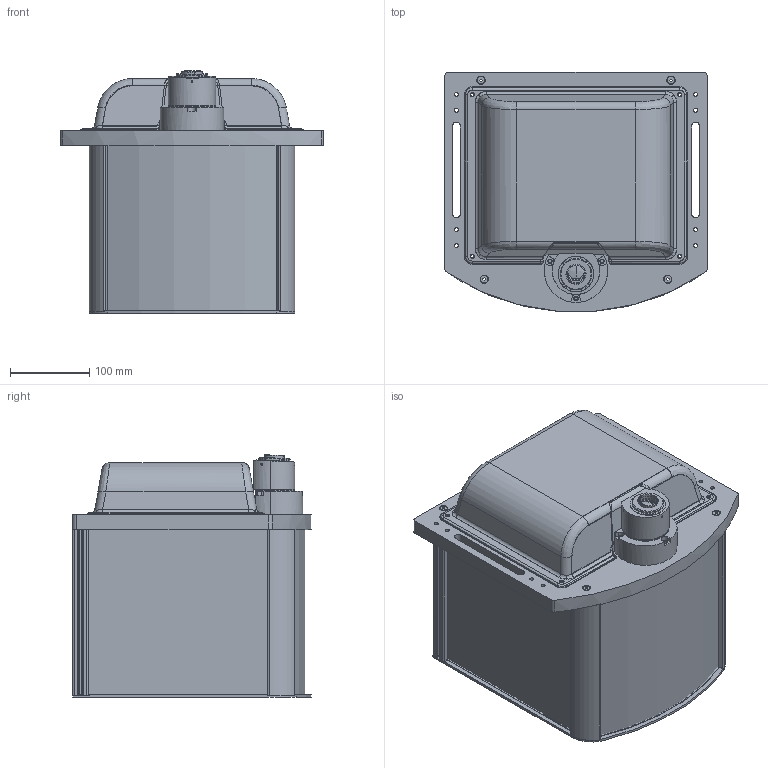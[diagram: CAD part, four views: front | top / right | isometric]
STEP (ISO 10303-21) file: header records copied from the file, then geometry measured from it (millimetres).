
FILE_DESCRIPTION (( 'STEP AP203' ), '1' );
FILE_NAME ('TCCP12144.step', '2019-01-25T09:13:01', ( '' ), ( '' ), 'SwSTEP 2.0', 'SolidWorks 2018', '' );
FILE_SCHEMA (( 'CONFIG_CONTROL_DESIGN' ));
Length unit declared in the file: millimetre
Products named in the file (1): TCCP12144
Bounding box: 332 x 301.71 x 306.16 mm (x, y, z)
Surface area: 642136 mm2 (no closed solid volume)
Topology: 0 solids, 45 shells, 434 faces, 1754 edges, 1358 vertices
Faces by surface type: cylinder 224, plane 155, bspline 30, cone 19, torus 4, sphere 2
Entity records: 20840 total; most frequent: CARTESIAN_POINT 6175, DIRECTION 3197, ORIENTED_EDGE 2520, EDGE_CURVE 1752, VERTEX_POINT 1358, AXIS2_PLACEMENT_3D 1149, VECTOR 899, LINE 899
